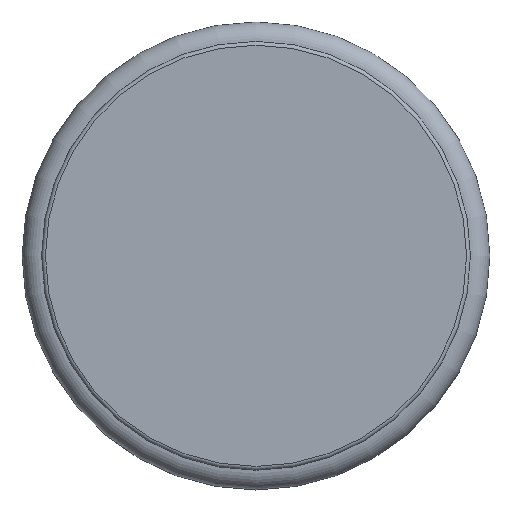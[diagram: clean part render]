
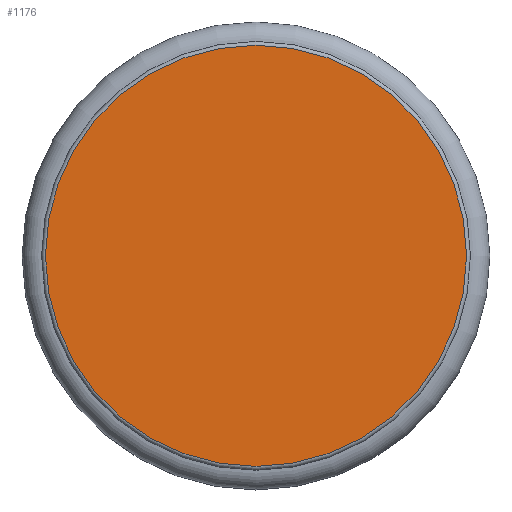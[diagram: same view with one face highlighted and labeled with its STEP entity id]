
A CAD part, top view. The second image highlights one B-rep face of the part: STEP entity #1176.
In plain terms, the highlighted planar face has unit normal (0, 0, 1).
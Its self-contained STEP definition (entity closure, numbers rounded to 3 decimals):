
#1077 = TOROIDAL_SURFACE('',#1078,2.701,0.049);
#1078 = AXIS2_PLACEMENT_3D('',#1079,#1080,#1081);
#1079 = CARTESIAN_POINT('',(0.,0.,
    2.201));
#1080 = DIRECTION('',(0.,0.,1.));
#1081 = DIRECTION('',(1.,0.,0.));
#1121 = VERTEX_POINT('',#1122);
#1122 = CARTESIAN_POINT('',(2.701,0.,2.25));
#1146 = EDGE_CURVE('',#1121,#1121,#1147,.T.);
#1147 = SURFACE_CURVE('',#1148,(#1153,#1160),.PCURVE_S1.);
#1148 = CIRCLE('',#1149,2.701);
#1149 = AXIS2_PLACEMENT_3D('',#1150,#1151,#1152);
#1150 = CARTESIAN_POINT('',(0.,0.,2.25));
#1151 = DIRECTION('',(0.,0.,1.));
#1152 = DIRECTION('',(1.,0.,0.));
#1153 = PCURVE('',#1077,#1154);
#1154 = DEFINITIONAL_REPRESENTATION('',(#1155),#1159);
#1155 = LINE('',#1156,#1157);
#1156 = CARTESIAN_POINT('',(0.,1.571));
#1157 = VECTOR('',#1158,1.);
#1158 = DIRECTION('',(1.,0.));
#1159 = ( GEOMETRIC_REPRESENTATION_CONTEXT(2) 
PARAMETRIC_REPRESENTATION_CONTEXT() REPRESENTATION_CONTEXT('2D SPACE',''
  ) );
#1160 = PCURVE('',#1161,#1166);
#1161 = PLANE('',#1162);
#1162 = AXIS2_PLACEMENT_3D('',#1163,#1164,#1165);
#1163 = CARTESIAN_POINT('',(0.,0.,2.25
    ));
#1164 = DIRECTION('',(0.,0.,1.));
#1165 = DIRECTION('',(0.,1.,0.));
#1166 = DEFINITIONAL_REPRESENTATION('',(#1167),#1171);
#1167 = CIRCLE('',#1168,2.701);
#1168 = AXIS2_PLACEMENT_2D('',#1169,#1170);
#1169 = CARTESIAN_POINT('',(0.,0.));
#1170 = DIRECTION('',(0.,-1.));
#1171 = ( GEOMETRIC_REPRESENTATION_CONTEXT(2) 
PARAMETRIC_REPRESENTATION_CONTEXT() REPRESENTATION_CONTEXT('2D SPACE',''
  ) );
#1176 = ADVANCED_FACE('',(#1177),#1161,.T.);
#1177 = FACE_BOUND('',#1178,.T.);
#1178 = EDGE_LOOP('',(#1179));
#1179 = ORIENTED_EDGE('',*,*,#1146,.T.);
